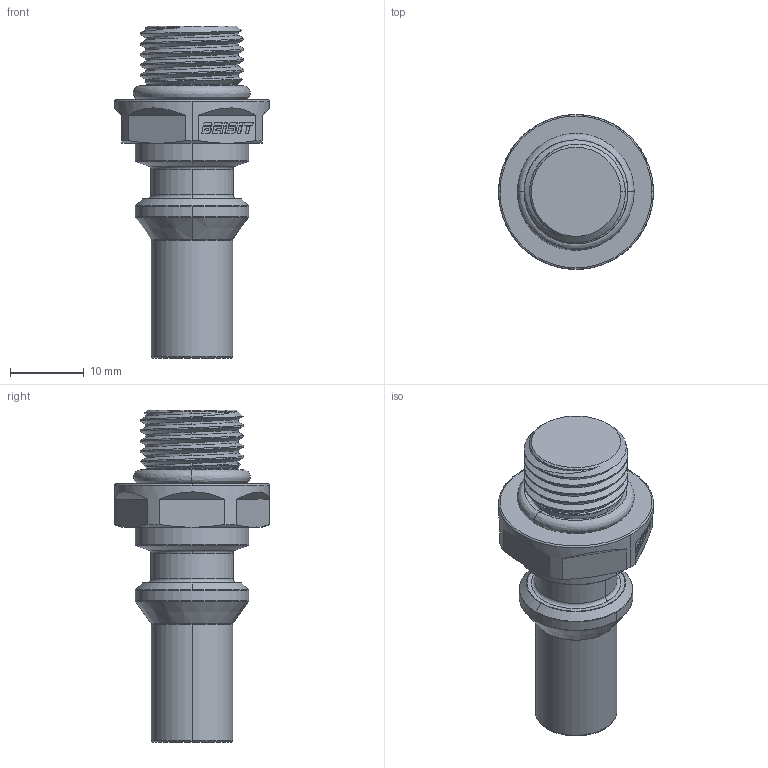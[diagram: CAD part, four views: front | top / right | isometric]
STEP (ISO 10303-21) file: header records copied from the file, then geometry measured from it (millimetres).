
FILE_DESCRIPTION (( 'STEP AP214' ), '1' );
FILE_NAME ('UQD 04P U916M-BU.STEP', '2025-01-16T07:24:41', ( 'Windows 蚚誧' ), ( '' ), 'SwSTEP 2.0', 'SolidWorks 2023', '' );
FILE_SCHEMA (( 'AUTOMOTIVE_DESIGN' ));
Length unit declared in the file: millimetre
Products named in the file (1): UQD 04P U916M-BU
Bounding box: 21 x 21 x 45 mm (x, y, z)
Volume: 6693.2 mm3; surface area: 2949.2 mm2
Topology: 1 solids, 2 shells, 360 faces, 953 edges, 629 vertices
Faces by surface type: plane 171, bspline 117, cylinder 35, torus 20, cone 17
Entity records: 21717 total; most frequent: CARTESIAN_POINT 10042, ORIENTED_EDGE 1906, DIRECTION 1054, EDGE_CURVE 953, VERTEX_POINT 629, B_SPLINE_CURVE_WITH_KNOTS 478, EDGE_LOOP 394, UNCERTAINTY_MEASURE_WITH_UNIT 362
